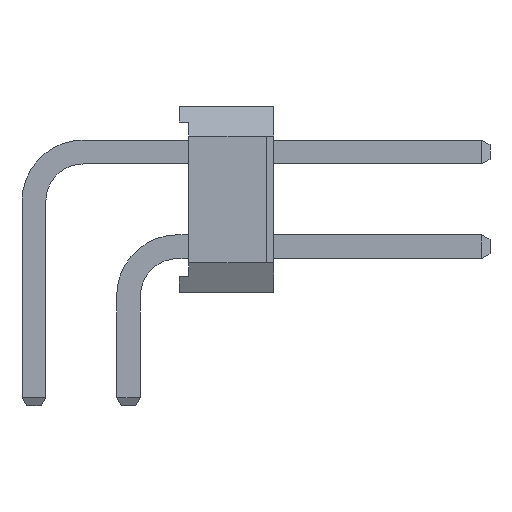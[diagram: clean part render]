
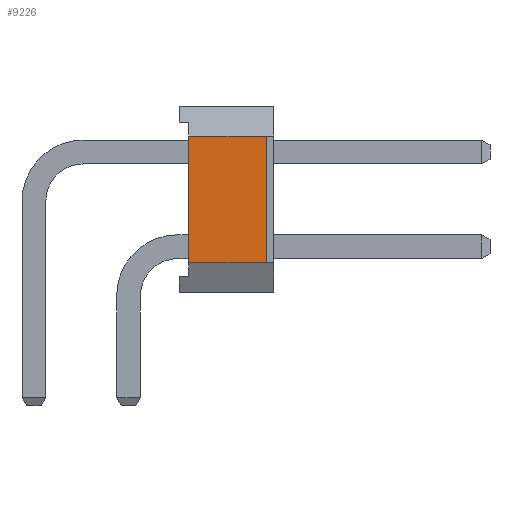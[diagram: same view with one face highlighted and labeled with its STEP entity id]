
A CAD part, left-side view. The second image highlights one B-rep face of the part: STEP entity #9226.
In plain terms, the highlighted planar face has unit normal (-1, 0, 0).
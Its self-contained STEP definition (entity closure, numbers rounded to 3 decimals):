
#570=FACE_OUTER_BOUND('',#1100,.T.);
#1100=EDGE_LOOP('',(#6382,#6383,#6384,#6385));
#1610=LINE('',#12741,#2826);
#1728=LINE('',#12999,#2944);
#1743=LINE('',#13025,#2959);
#1744=LINE('',#13027,#2960);
#2826=VECTOR('',#10329,3.4);
#2944=VECTOR('',#10563,3.4);
#2959=VECTOR('',#10588,2.09);
#2960=VECTOR('',#10591,2.09);
#4041=VERTEX_POINT('',#12738);
#4042=VERTEX_POINT('',#12740);
#4123=VERTEX_POINT('',#12997);
#4124=VERTEX_POINT('',#12998);
#4842=EDGE_CURVE('',#4042,#4041,#1610,.T.);
#4968=EDGE_CURVE('',#4123,#4124,#1728,.T.);
#4983=EDGE_CURVE('',#4041,#4124,#1743,.T.);
#4984=EDGE_CURVE('',#4042,#4123,#1744,.T.);
#6382=ORIENTED_EDGE('',*,*,#4842,.T.);
#6383=ORIENTED_EDGE('',*,*,#4983,.T.);
#6384=ORIENTED_EDGE('',*,*,#4968,.F.);
#6385=ORIENTED_EDGE('',*,*,#4984,.F.);
#8726=PLANE('',#9784);
#9226=ADVANCED_FACE('',(#570),#8726,.T.);
#9784=AXIS2_PLACEMENT_3D('',#13026,#10589,#10590);
#10329=DIRECTION('',(0.,0.,-1.));
#10563=DIRECTION('',(0.,0.,-1.));
#10588=DIRECTION('',(0.,-1.,0.));
#10589=DIRECTION('center_axis',(-1.,0.,0.));
#10590=DIRECTION('ref_axis',(0.,0.,-1.));
#10591=DIRECTION('',(0.,-1.,0.));
#12738=CARTESIAN_POINT('',(-1.27,-0.25,-1.7));
#12740=CARTESIAN_POINT('',(-1.27,-0.25,1.7));
#12741=CARTESIAN_POINT('',(-1.27,-0.25,1.7));
#12997=CARTESIAN_POINT('',(-1.27,-2.34,1.7));
#12998=CARTESIAN_POINT('',(-1.27,-2.34,-1.7));
#12999=CARTESIAN_POINT('',(-1.27,-2.34,1.7));
#13025=CARTESIAN_POINT('',(-1.27,-0.25,-1.7));
#13026=CARTESIAN_POINT('Origin',(-1.27,0.,1.7));
#13027=CARTESIAN_POINT('',(-1.27,-0.25,1.7));
